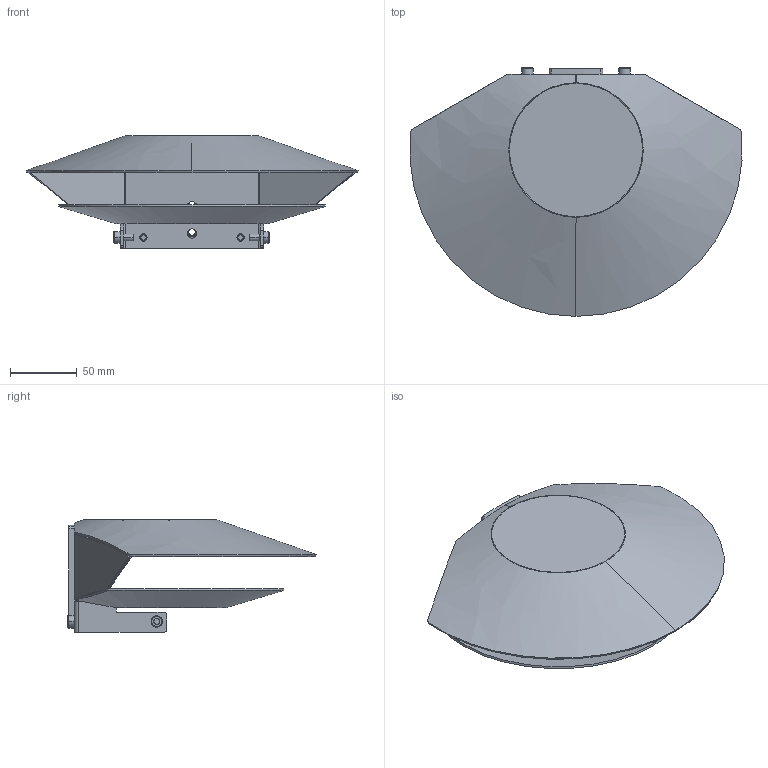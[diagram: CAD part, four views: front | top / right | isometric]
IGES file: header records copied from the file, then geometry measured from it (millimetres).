
Start section: Elysium IGES Interface
Global section: file name: 229H2082563_YPS2_LSP-Wetterschutzhaube_190°_9231282.igs; native system: Creo Elements/Direct Modeling 18.1B  29-Sep-2012; preprocessor: Creo Element/Direct IGES_3D V2.2; author: Unknown; organization: Unknown; date: 20160719.094605; units: millimetre
Bounding box: 249.19 x 186.82 x 84.21 mm (x, y, z)
Volume: 129548.9 mm3; surface area: 149549.4 mm2
Topology: 9 solids, 9 shells, 232 faces, 540 edges, 334 vertices
Faces by surface type: bspline 232
